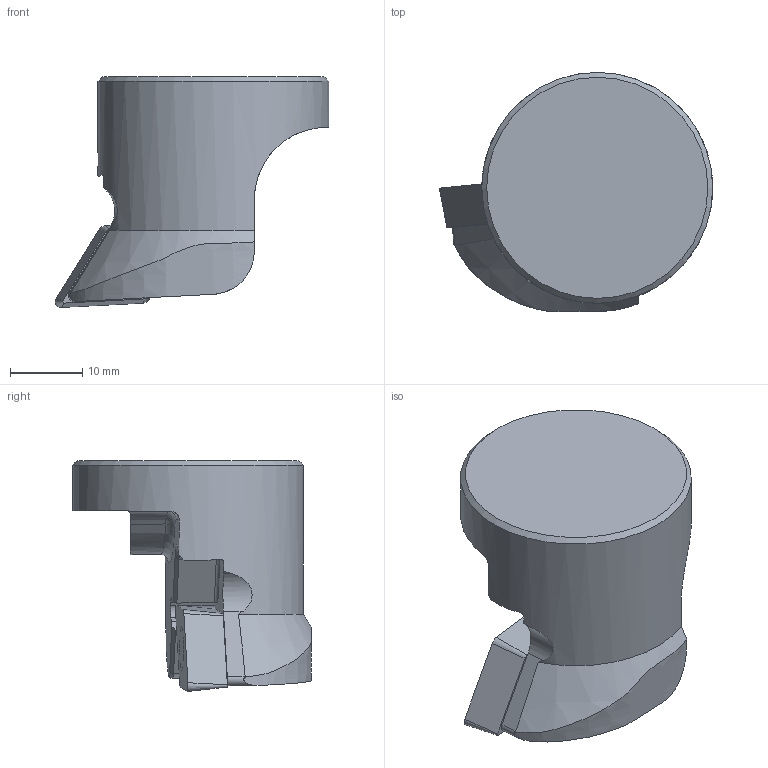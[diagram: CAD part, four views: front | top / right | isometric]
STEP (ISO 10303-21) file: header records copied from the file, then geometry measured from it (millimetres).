
FILE_DESCRIPTION(/* description */ (''),/* implementation_level */ '2;1');
FILE_NAME(/* name */ '1573021898163.stp',/* time_stamp */ '2019-11-06T12:01:53+06:00',/* author */ (''),/* organization */ ('SMS'),/* preprocessor_version */ 'ST-DEVELOPER v16.7',/* originating_system */ 'SIEMENS PLM Software NX 12.0',/* authorisation */ '');
FILE_SCHEMA (('AUTOMOTIVE_DESIGN { 1 0 10303 214 3 1 1 1 }'));
Length unit declared in the file: millimetre
Products named in the file (4): ASSEMBLY_CONSTRUCTION; 202599669mod000_00; 202605614mod000_00; 202605617mod000_00
Assembly tree (3 placements, depth 2):
  202605617mod000_00
    202605614mod000_00
    202599669mod000_00
    ASSEMBLY_CONSTRUCTION
Bounding box: 37.9 x 33.11 x 32 mm (x, y, z)
Volume: 14073.6 mm3; surface area: 4694.1 mm2
Topology: 2 solids, 2 shells, 69 faces, 181 edges, 123 vertices
Faces by surface type: plane 33, cylinder 22, cone 8, torus 5, extrusion 1
Full cylindrical faces by diameter (mm): 6.141 x2, 32 x1
Entity records: 2528 total; most frequent: CARTESIAN_POINT 681, DIRECTION 372, ORIENTED_EDGE 346, EDGE_CURVE 173, AXIS2_PLACEMENT_3D 142, VERTEX_POINT 113, VECTOR 88, LINE 87
